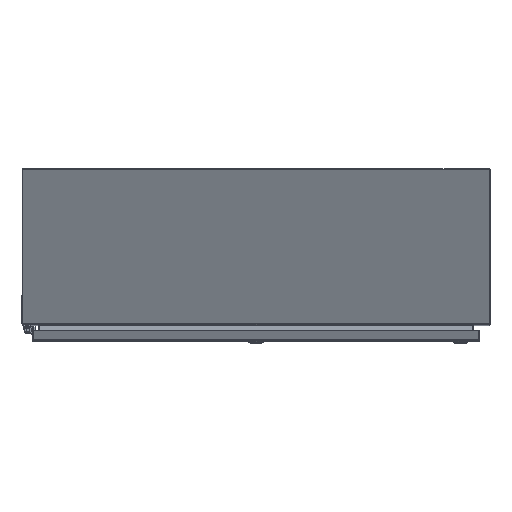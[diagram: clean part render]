
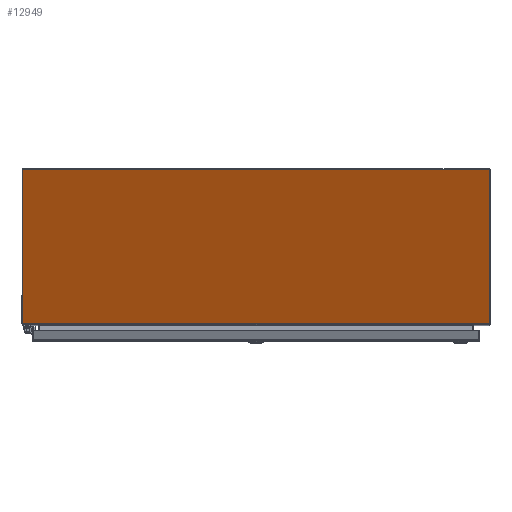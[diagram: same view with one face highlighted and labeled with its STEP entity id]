
A CAD part, top view. The second image highlights one B-rep face of the part: STEP entity #12949.
In plain terms, the highlighted planar face has unit normal (0, -0.423, 0.906).
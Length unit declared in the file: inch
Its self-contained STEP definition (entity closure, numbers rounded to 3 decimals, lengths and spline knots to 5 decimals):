
#7972 = VECTOR ( 'NONE', #89825, 39.37008 ) ;
#8804 = CARTESIAN_POINT ( 'NONE',  ( -17.892, -0.101, 26.75677 ) ) ;
#8987 = EDGE_CURVE ( 'NONE', #43339, #80171, #84433, .T. ) ;
#11709 = ORIENTED_EDGE ( 'NONE', *, *, #8987, .T. ) ;
#11853 = PLANE ( 'NONE',  #21645 ) ;
#12949 = ADVANCED_FACE ( 'NONE', ( #83530 ), #11853, .T. ) ;
#16370 = EDGE_CURVE ( 'NONE', #42837, #30545, #81439, .T. ) ;
#18907 = VERTEX_POINT ( 'NONE', #67069 ) ;
#19490 = VECTOR ( 'NONE', #87237, 39.37008 ) ;
#20157 = DIRECTION ( 'NONE',  ( 0., -0.906, -0.423 ) ) ;
#20553 = CARTESIAN_POINT ( 'NONE',  ( -17.892, -11.78568, 21.30812 ) ) ;
#21645 = AXIS2_PLACEMENT_3D ( 'NONE', #91280, #89729, #20157 ) ;
#21806 = EDGE_LOOP ( 'NONE', ( #11709, #57359, #62641, #23244, #47848, #74012 ) ) ;
#22600 = CARTESIAN_POINT ( 'NONE',  ( 17.92608, -11.93764, 21.23726 ) ) ;
#23244 = ORIENTED_EDGE ( 'NONE', *, *, #16370, .T. ) ;
#24971 = CARTESIAN_POINT ( 'NONE',  ( -17.892, -11.93764, 21.23726 ) ) ;
#29223 = CARTESIAN_POINT ( 'NONE',  ( 17.964, -11.78568, 21.30812 ) ) ;
#30545 = VERTEX_POINT ( 'NONE', #29223 ) ;
#31938 = EDGE_CURVE ( 'NONE', #80171, #18907, #60034, .T. ) ;
#32513 = CARTESIAN_POINT ( 'NONE',  ( -17.892, -11.78568, 21.30812 ) ) ;
#32743 = VECTOR ( 'NONE', #76121, 39.37008 ) ;
#35558 = EDGE_CURVE ( 'NONE', #61856, #43339, #55637, .T. ) ;
#37095 = EDGE_CURVE ( 'NONE', #30545, #61856, #58206, .T. ) ;
#38296 = CARTESIAN_POINT ( 'NONE',  ( 17.964, -0.101, 26.75677 ) ) ;
#40943 = DIRECTION ( 'NONE',  ( 0.221, 0.884, 0.412 ) ) ;
#41036 = CARTESIAN_POINT ( 'NONE',  ( -17.892, -0.101, 26.75677 ) ) ;
#42837 = VERTEX_POINT ( 'NONE', #22600 ) ;
#43120 = EDGE_CURVE ( 'NONE', #18907, #42837, #81646, .T. ) ;
#43339 = VERTEX_POINT ( 'NONE', #41036 ) ;
#47848 = ORIENTED_EDGE ( 'NONE', *, *, #37095, .T. ) ;
#54878 = DIRECTION ( 'NONE',  ( 0., -0.906, -0.423 ) ) ;
#55637 = LINE ( 'NONE', #8804, #19490 ) ;
#57250 = DIRECTION ( 'NONE',  ( 1., 0., 0. ) ) ;
#57359 = ORIENTED_EDGE ( 'NONE', *, *, #31938, .T. ) ;
#58206 = LINE ( 'NONE', #87781, #7972 ) ;
#60034 = LINE ( 'NONE', #20553, #32743 ) ;
#61856 = VERTEX_POINT ( 'NONE', #38296 ) ;
#62641 = ORIENTED_EDGE ( 'NONE', *, *, #43120, .T. ) ;
#67069 = CARTESIAN_POINT ( 'NONE',  ( -17.85408, -11.93764, 21.23726 ) ) ;
#70941 = CARTESIAN_POINT ( 'NONE',  ( -17.892, -0.101, 26.75677 ) ) ;
#72819 = VECTOR ( 'NONE', #57250, 39.37008 ) ;
#74012 = ORIENTED_EDGE ( 'NONE', *, *, #35558, .T. ) ;
#76121 = DIRECTION ( 'NONE',  ( 0.221, -0.884, -0.412 ) ) ;
#80171 = VERTEX_POINT ( 'NONE', #32513 ) ;
#81439 = LINE ( 'NONE', #97025, #98010 ) ;
#81646 = LINE ( 'NONE', #24971, #72819 ) ;
#83530 = FACE_OUTER_BOUND ( 'NONE', #21806, .T. ) ;
#84433 = LINE ( 'NONE', #70941, #102073 ) ;
#87237 = DIRECTION ( 'NONE',  ( -1., 0., 0. ) ) ;
#87781 = CARTESIAN_POINT ( 'NONE',  ( 17.964, -0.101, 26.75677 ) ) ;
#89729 = DIRECTION ( 'NONE',  ( 0., -0.423, 0.906 ) ) ;
#89825 = DIRECTION ( 'NONE',  ( 0., 0.906, 0.423 ) ) ;
#91280 = CARTESIAN_POINT ( 'NONE',  ( -17.892, -0.101, 26.75677 ) ) ;
#97025 = CARTESIAN_POINT ( 'NONE',  ( 17.92608, -11.93764, 21.23726 ) ) ;
#98010 = VECTOR ( 'NONE', #40943, 39.37008 ) ;
#102073 = VECTOR ( 'NONE', #54878, 39.37008 ) ;
